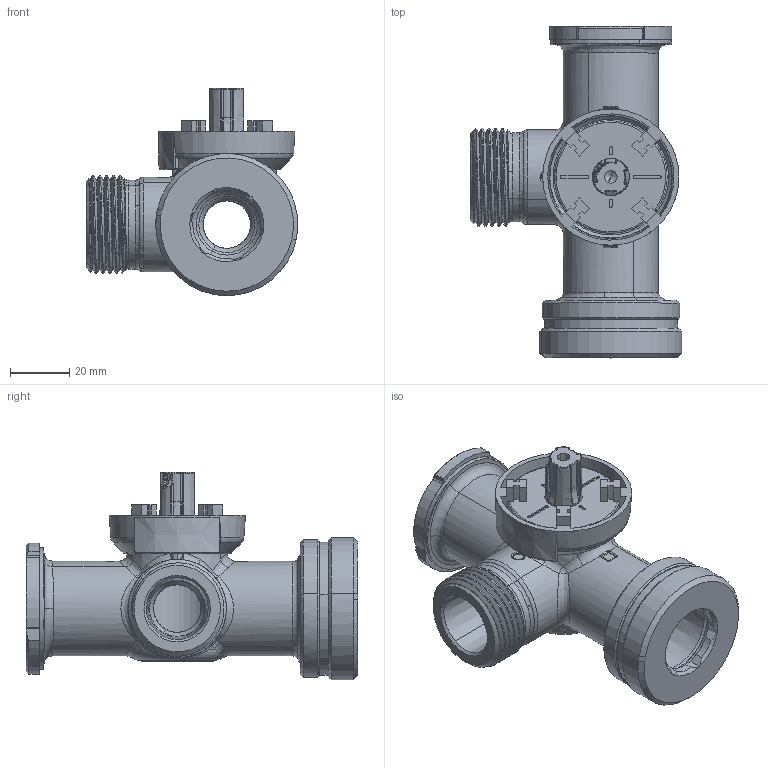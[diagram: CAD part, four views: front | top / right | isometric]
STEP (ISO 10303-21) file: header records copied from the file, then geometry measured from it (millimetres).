
FILE_DESCRIPTION(('CATIA V5 STEP Exchange'),'2;1');
FILE_NAME('VRG X39DN20 PF1½-G1-G1½.stp','2013-05-07T09:42:16+00:00',('none'),('none'),'CATIA Version 5 Release 20 SP 6 (IN-10)','CATIA V5 STEP AP203','none');
FILE_SCHEMA(('CONFIG_CONTROL_DESIGN'));
Products named in the file (1): VRG X3X DN20
Assembly tree (5 placements, depth 2):
  VRG X3X DN20
    #58
    #114463
    #122663
    #132664
    #132843
Bounding box: 71.48 x 112 x 70 mm (x, y, z)
Volume: 93913.7 mm3; surface area: 52323.4 mm2
Topology: 5 solids, 5 shells, 3815 faces, 9132 edges, 4755 vertices
Faces by surface type: cylinder 1490, plane 649, torus 587, sphere 408, bspline 389, cone 184, revolution 94, extrusion 14
Entity records: 134877 total; most frequent: CARTESIAN_POINT 57965, ORIENTED_EDGE 17004, DIRECTION 12947, EDGE_CURVE 8502, AXIS2_PLACEMENT_3D 6389, VERTEX_POINT 4750, EDGE_LOOP 3870, ADVANCED_FACE 3810
